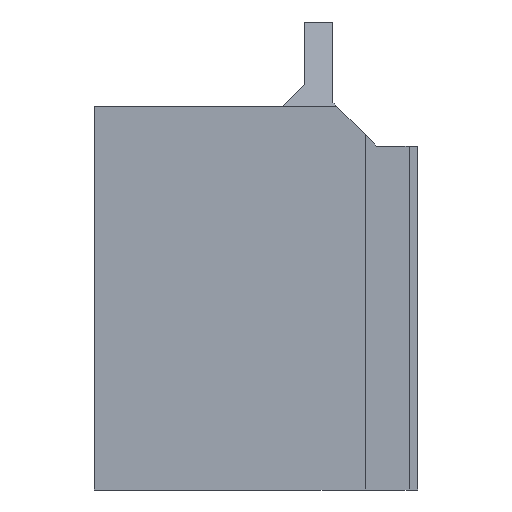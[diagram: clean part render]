
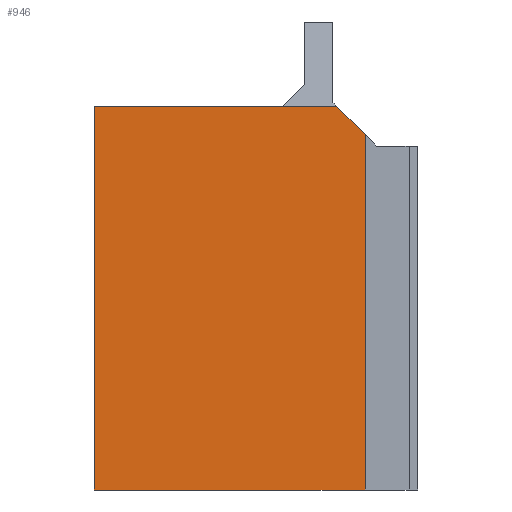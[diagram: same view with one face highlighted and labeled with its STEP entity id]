
A CAD part, left-side view. The second image highlights one B-rep face of the part: STEP entity #946.
In plain terms, the highlighted planar face has unit normal (-1, 0, 0).
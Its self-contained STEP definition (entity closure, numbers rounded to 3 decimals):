
#64=FACE_OUTER_BOUND('',#114,.T.);
#114=EDGE_LOOP('',(#845,#846,#847,#848,#849,#850));
#177=LINE('',#1368,#307);
#189=LINE('',#1392,#319);
#227=LINE('',#1465,#357);
#229=LINE('',#1470,#359);
#231=LINE('',#1474,#361);
#244=LINE('',#1500,#374);
#307=VECTOR('',#1113,10.);
#319=VECTOR('',#1131,10.);
#357=VECTOR('',#1195,10.);
#359=VECTOR('',#1201,10.);
#361=VECTOR('',#1205,10.);
#374=VECTOR('',#1234,10.);
#421=VERTEX_POINT('',#1365);
#422=VERTEX_POINT('',#1367);
#425=VERTEX_POINT('',#1374);
#431=VERTEX_POINT('',#1390);
#454=VERTEX_POINT('',#1468);
#455=VERTEX_POINT('',#1472);
#523=EDGE_CURVE('',#422,#421,#177,.T.);
#535=EDGE_CURVE('',#431,#421,#189,.T.);
#573=EDGE_CURVE('',#431,#425,#227,.T.);
#575=EDGE_CURVE('',#425,#454,#229,.T.);
#577=EDGE_CURVE('',#455,#454,#231,.T.);
#590=EDGE_CURVE('',#422,#455,#244,.T.);
#845=ORIENTED_EDGE('',*,*,#535,.F.);
#846=ORIENTED_EDGE('',*,*,#573,.T.);
#847=ORIENTED_EDGE('',*,*,#575,.T.);
#848=ORIENTED_EDGE('',*,*,#577,.F.);
#849=ORIENTED_EDGE('',*,*,#590,.F.);
#850=ORIENTED_EDGE('',*,*,#523,.T.);
#898=PLANE('',#1008);
#946=ADVANCED_FACE('',(#64),#898,.T.);
#1008=AXIS2_PLACEMENT_3D('',#1501,#1235,#1236);
#1113=DIRECTION('',(0.,0.,1.));
#1131=DIRECTION('',(0.,-0.707,-0.707));
#1195=DIRECTION('',(0.,1.,0.));
#1201=DIRECTION('',(0.,1.,0.));
#1205=DIRECTION('',(0.,0.,1.));
#1234=DIRECTION('',(0.,1.,0.));
#1235=DIRECTION('center_axis',(-1.,0.,0.));
#1236=DIRECTION('ref_axis',(0.,1.,0.));
#1365=CARTESIAN_POINT('',(0.,4.8,-5.));
#1367=CARTESIAN_POINT('',(0.,4.8,-68.));
#1368=CARTESIAN_POINT('',(0.,4.8,0.));
#1374=CARTESIAN_POINT('',(0.,19.5,0.));
#1390=CARTESIAN_POINT('',(0.,9.8,0.));
#1392=CARTESIAN_POINT('',(0.,6.35,-3.45));
#1465=CARTESIAN_POINT('',(0.,51.,0.));
#1468=CARTESIAN_POINT('',(0.,52.8,0.));
#1470=CARTESIAN_POINT('',(0.,51.,0.));
#1472=CARTESIAN_POINT('',(0.,52.8,-68.));
#1474=CARTESIAN_POINT('',(0.,52.8,0.));
#1500=CARTESIAN_POINT('',(0.,1.,-68.));
#1501=CARTESIAN_POINT('Origin',(0.,1.,0.));
